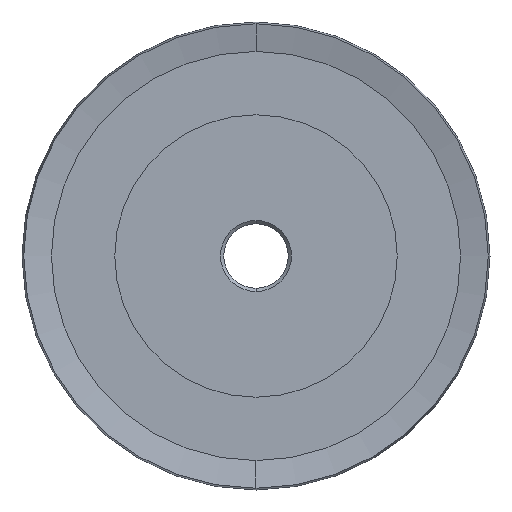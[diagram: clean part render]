
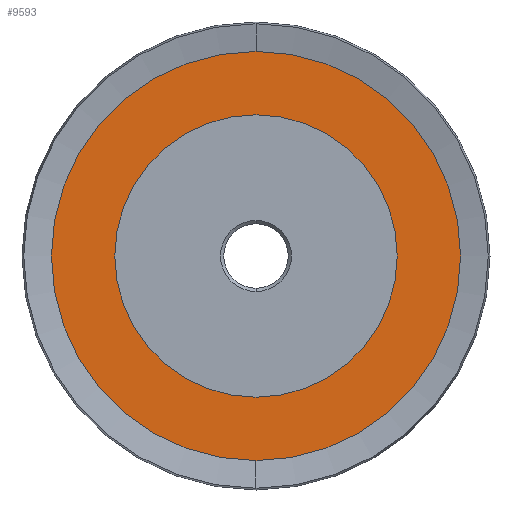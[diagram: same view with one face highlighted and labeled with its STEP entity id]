
A CAD part, left-side view. The second image highlights one B-rep face of the part: STEP entity #9593.
In plain terms, the highlighted planar face has unit normal (-1, 0, 0).
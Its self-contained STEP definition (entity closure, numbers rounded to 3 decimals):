
#30 = CARTESIAN_POINT ( 'NONE',  ( 0.825, 0., 0. ) ) ;
#141 = CIRCLE ( 'NONE', #2038, 13.894 ) ;
#302 = CARTESIAN_POINT ( 'NONE',  ( 0.825, 0., -13.894 ) ) ;
#559 = CARTESIAN_POINT ( 'NONE',  ( 0.825, 0., 0. ) ) ;
#1289 = DIRECTION ( 'NONE',  ( -1., 0., 0. ) ) ;
#1359 = DIRECTION ( 'NONE',  ( 0., 0., 1. ) ) ;
#1473 = AXIS2_PLACEMENT_3D ( 'NONE', #559, #6292, #1359 ) ;
#1710 = ORIENTED_EDGE ( 'NONE', *, *, #5855, .T. ) ;
#2038 = AXIS2_PLACEMENT_3D ( 'NONE', #6224, #1289, #7053 ) ;
#2394 = AXIS2_PLACEMENT_3D ( 'NONE', #30, #7417, #2485 ) ;
#2463 = EDGE_LOOP ( 'NONE', ( #9871, #1710 ) ) ;
#2485 = DIRECTION ( 'NONE',  ( 0., 0., 1. ) ) ;
#2791 = AXIS2_PLACEMENT_3D ( 'NONE', #3443, #9222, #4269 ) ;
#2936 = CIRCLE ( 'NONE', #9653, 20.132 ) ;
#3336 = CARTESIAN_POINT ( 'NONE',  ( 0.825, 0., 0. ) ) ;
#3443 = CARTESIAN_POINT ( 'NONE',  ( 0.825, 0., 0. ) ) ;
#3680 = CARTESIAN_POINT ( 'NONE',  ( 0.825, 0., -20.132 ) ) ;
#4162 = DIRECTION ( 'NONE',  ( 0., 0., 1. ) ) ;
#4269 = DIRECTION ( 'NONE',  ( 0., 0., 1. ) ) ;
#4442 = VERTEX_POINT ( 'NONE', #3680 ) ;
#5611 = EDGE_CURVE ( 'NONE', #8714, #9035, #6045, .T. ) ;
#5774 = EDGE_LOOP ( 'NONE', ( #7996, #9173 ) ) ;
#5855 = EDGE_CURVE ( 'NONE', #4442, #7119, #8105, .T. ) ;
#6045 = CIRCLE ( 'NONE', #2791, 13.894 ) ;
#6224 = CARTESIAN_POINT ( 'NONE',  ( 0.825, 0., 0. ) ) ;
#6292 = DIRECTION ( 'NONE',  ( -1., 0., 0. ) ) ;
#6298 = CARTESIAN_POINT ( 'NONE',  ( 0.825, 0., 20.132 ) ) ;
#7053 = DIRECTION ( 'NONE',  ( 0., 0., 1. ) ) ;
#7119 = VERTEX_POINT ( 'NONE', #6298 ) ;
#7417 = DIRECTION ( 'NONE',  ( -1., 0., 0. ) ) ;
#7950 = FACE_BOUND ( 'NONE', #5774, .T. ) ;
#7996 = ORIENTED_EDGE ( 'NONE', *, *, #9276, .F. ) ;
#8105 = CIRCLE ( 'NONE', #1473, 20.132 ) ;
#8714 = VERTEX_POINT ( 'NONE', #10465 ) ;
#8854 = EDGE_CURVE ( 'NONE', #7119, #4442, #2936, .T. ) ;
#9035 = VERTEX_POINT ( 'NONE', #302 ) ;
#9116 = DIRECTION ( 'NONE',  ( -1., 0., 0. ) ) ;
#9173 = ORIENTED_EDGE ( 'NONE', *, *, #5611, .F. ) ;
#9222 = DIRECTION ( 'NONE',  ( -1., 0., 0. ) ) ;
#9276 = EDGE_CURVE ( 'NONE', #9035, #8714, #141, .T. ) ;
#9593 = ADVANCED_FACE ( 'NONE', ( #7950, #10167 ), #9880, .T. ) ;
#9653 = AXIS2_PLACEMENT_3D ( 'NONE', #3336, #9116, #4162 ) ;
#9871 = ORIENTED_EDGE ( 'NONE', *, *, #8854, .T. ) ;
#9880 = PLANE ( 'NONE',  #2394 ) ;
#10167 = FACE_OUTER_BOUND ( 'NONE', #2463, .T. ) ;
#10465 = CARTESIAN_POINT ( 'NONE',  ( 0.825, 0., 13.894 ) ) ;
